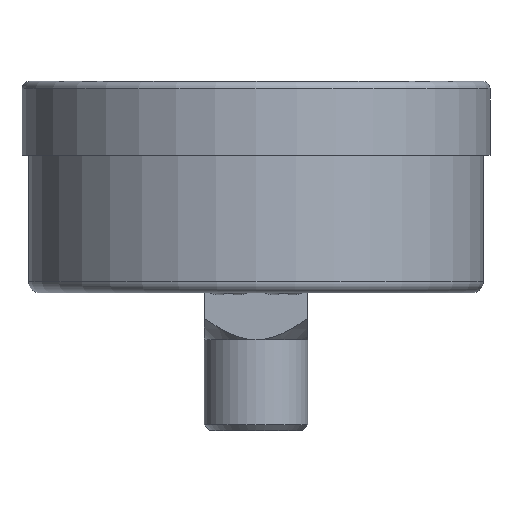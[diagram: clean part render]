
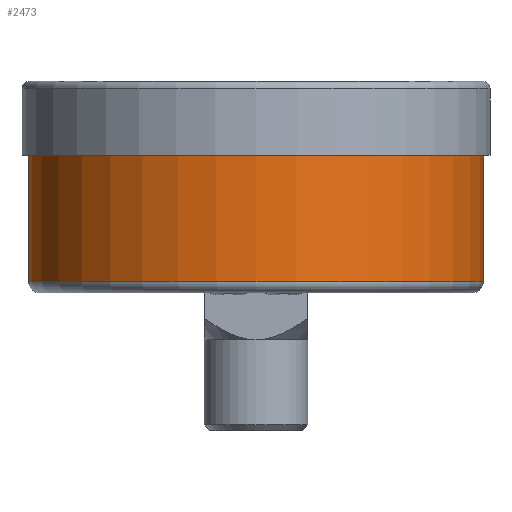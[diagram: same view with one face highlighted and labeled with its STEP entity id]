
A CAD part, front view. The second image highlights one B-rep face of the part: STEP entity #2473.
In plain terms, the highlighted cylindrical face has radius 30.747 mm (diameter 61.493 mm), a full revolution.
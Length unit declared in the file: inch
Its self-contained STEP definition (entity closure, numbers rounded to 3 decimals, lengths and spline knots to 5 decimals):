
#166 = ORIENTED_EDGE ( 'NONE', *, *, #6808, .T. ) ;
#1255 = CARTESIAN_POINT ( 'NONE',  ( 1.2105, 0., -0.394 ) ) ;
#2473 = ADVANCED_FACE ( 'NONE', ( #9433, #10373 ), #10309, .T. ) ;
#2597 = EDGE_CURVE ( 'NONE', #3819, #3819, #7269, .T. ) ;
#2913 = CARTESIAN_POINT ( 'NONE',  ( 0., 0., -1.125 ) ) ;
#3129 = AXIS2_PLACEMENT_3D ( 'NONE', #10039, #10229, #5035 ) ;
#3819 = VERTEX_POINT ( 'NONE', #6987 ) ;
#5035 = DIRECTION ( 'NONE',  ( 1., 0., 0. ) ) ;
#5288 = CIRCLE ( 'NONE', #10668, 1.2105 ) ;
#5342 = DIRECTION ( 'NONE',  ( 0., 0., -1. ) ) ;
#5474 = DIRECTION ( 'NONE',  ( 0., 0., 1. ) ) ;
#6198 = VERTEX_POINT ( 'NONE', #1255 ) ;
#6329 = EDGE_LOOP ( 'NONE', ( #9361 ) ) ;
#6808 = EDGE_CURVE ( 'NONE', #6198, #6198, #5288, .T. ) ;
#6906 = DIRECTION ( 'NONE',  ( 1., 0., 0. ) ) ;
#6987 = CARTESIAN_POINT ( 'NONE',  ( 1.2105, 0., -1.065 ) ) ;
#7269 = CIRCLE ( 'NONE', #3129, 1.2105 ) ;
#7963 = CARTESIAN_POINT ( 'NONE',  ( 0., 0., -0.394 ) ) ;
#9361 = ORIENTED_EDGE ( 'NONE', *, *, #2597, .T. ) ;
#9433 = FACE_OUTER_BOUND ( 'NONE', #6329, .T. ) ;
#9584 = DIRECTION ( 'NONE',  ( 1., 0., 0. ) ) ;
#9832 = AXIS2_PLACEMENT_3D ( 'NONE', #2913, #5474, #6906 ) ;
#10039 = CARTESIAN_POINT ( 'NONE',  ( 0., 0., -1.065 ) ) ;
#10180 = EDGE_LOOP ( 'NONE', ( #166 ) ) ;
#10229 = DIRECTION ( 'NONE',  ( 0., 0., 1. ) ) ;
#10309 = CYLINDRICAL_SURFACE ( 'NONE', #9832, 1.2105 ) ;
#10373 = FACE_OUTER_BOUND ( 'NONE', #10180, .T. ) ;
#10668 = AXIS2_PLACEMENT_3D ( 'NONE', #7963, #5342, #9584 ) ;
